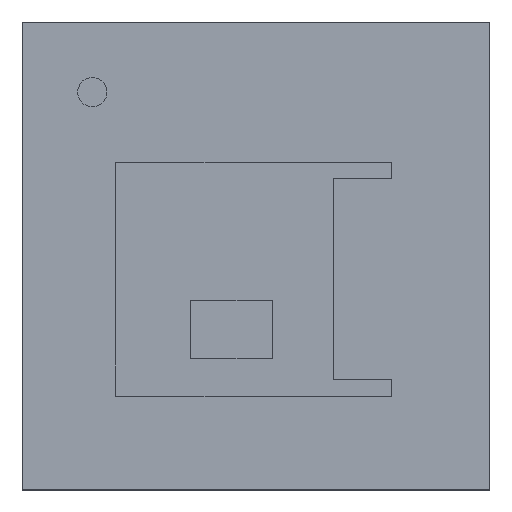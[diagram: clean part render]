
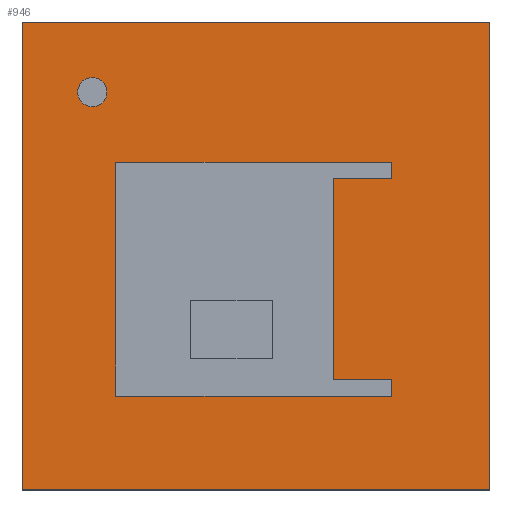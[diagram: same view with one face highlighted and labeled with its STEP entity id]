
A CAD part, top view. The second image highlights one B-rep face of the part: STEP entity #946.
In plain terms, the highlighted planar face has unit normal (0, 0, 1).
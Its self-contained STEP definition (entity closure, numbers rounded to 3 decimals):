
#1 = CIRCLE ( 'NONE', #279, 0.063 ) ;
#11 = VERTEX_POINT ( 'NONE', #2018 ) ;
#18 = DIRECTION ( 'NONE',  ( 0., 0., 1. ) ) ;
#64 = CARTESIAN_POINT ( 'NONE',  ( 0.58, 0.33, 0.9 ) ) ;
#68 = CARTESIAN_POINT ( 'NONE',  ( 0.58, 0.4, 0.9 ) ) ;
#110 = VECTOR ( 'NONE', #1418, 1000. ) ;
#184 = LINE ( 'NONE', #876, #1551 ) ;
#219 = VECTOR ( 'NONE', #361, 1000. ) ;
#226 = ORIENTED_EDGE ( 'NONE', *, *, #1398, .F. ) ;
#229 = VERTEX_POINT ( 'NONE', #938 ) ;
#255 = VERTEX_POINT ( 'NONE', #761 ) ;
#279 = AXIS2_PLACEMENT_3D ( 'NONE', #814, #1971, #826 ) ;
#325 = EDGE_CURVE ( 'NONE', #1710, #2047, #1332, .T. ) ;
#351 = DIRECTION ( 'NONE',  ( 1., 0., 0. ) ) ;
#361 = DIRECTION ( 'NONE',  ( 1., 0., 0. ) ) ;
#365 = CARTESIAN_POINT ( 'NONE',  ( -1., 1., 0.9 ) ) ;
#409 = CARTESIAN_POINT ( 'NONE',  ( 0.58, 0.4, 0.9 ) ) ;
#413 = ORIENTED_EDGE ( 'NONE', *, *, #1111, .F. ) ;
#432 = EDGE_CURVE ( 'NONE', #911, #1534, #1424, .T. ) ;
#451 = CARTESIAN_POINT ( 'NONE',  ( 1., 1., 0.9 ) ) ;
#452 = DIRECTION ( 'NONE',  ( 0., 1., 0. ) ) ;
#469 = LINE ( 'NONE', #837, #2127 ) ;
#487 = CARTESIAN_POINT ( 'NONE',  ( 0.58, -0.6, 0.9 ) ) ;
#538 = CARTESIAN_POINT ( 'NONE',  ( -1., 1., 0.9 ) ) ;
#557 = VERTEX_POINT ( 'NONE', #1620 ) ;
#608 = VECTOR ( 'NONE', #1743, 1000. ) ;
#657 = CARTESIAN_POINT ( 'NONE',  ( 1., -1., 0.9 ) ) ;
#664 = EDGE_CURVE ( 'NONE', #1108, #911, #184, .T. ) ;
#668 = CARTESIAN_POINT ( 'NONE',  ( -0.6, 0.4, 0.9 ) ) ;
#669 = VECTOR ( 'NONE', #1368, 1000. ) ;
#693 = LINE ( 'NONE', #487, #1271 ) ;
#708 = ORIENTED_EDGE ( 'NONE', *, *, #1140, .F. ) ;
#710 = AXIS2_PLACEMENT_3D ( 'NONE', #2145, #1500, #1808 ) ;
#712 = LINE ( 'NONE', #365, #669 ) ;
#761 = CARTESIAN_POINT ( 'NONE',  ( -0.638, 0.7, 0.9 ) ) ;
#765 = CARTESIAN_POINT ( 'NONE',  ( 0.58, -0.53, 0.9 ) ) ;
#780 = DIRECTION ( 'NONE',  ( -1., 0., 0. ) ) ;
#814 = CARTESIAN_POINT ( 'NONE',  ( -0.7, 0.7, 0.9 ) ) ;
#820 = CIRCLE ( 'NONE', #2028, 0.063 ) ;
#826 = DIRECTION ( 'NONE',  ( 1., 0., 0. ) ) ;
#837 = CARTESIAN_POINT ( 'NONE',  ( 0.33, -0.53, 0.9 ) ) ;
#860 = VERTEX_POINT ( 'NONE', #1727 ) ;
#876 = CARTESIAN_POINT ( 'NONE',  ( 0.33, 0.33, 0.9 ) ) ;
#878 = DIRECTION ( 'NONE',  ( 0., 1., 0. ) ) ;
#911 = VERTEX_POINT ( 'NONE', #1083 ) ;
#916 = ORIENTED_EDGE ( 'NONE', *, *, #1508, .F. ) ;
#920 = VERTEX_POINT ( 'NONE', #451 ) ;
#938 = CARTESIAN_POINT ( 'NONE',  ( 0.58, -0.6, 0.9 ) ) ;
#946 = ADVANCED_FACE ( 'NONE', ( #1116, #1781, #1301 ), #952, .T. ) ;
#952 = PLANE ( 'NONE',  #710 ) ;
#970 = CARTESIAN_POINT ( 'NONE',  ( -1., 1., 0.9 ) ) ;
#973 = CARTESIAN_POINT ( 'NONE',  ( -0.7, 0.7, 0.9 ) ) ;
#1028 = EDGE_LOOP ( 'NONE', ( #1043, #1507, #1430, #1512 ) ) ;
#1043 = ORIENTED_EDGE ( 'NONE', *, *, #325, .T. ) ;
#1074 = CARTESIAN_POINT ( 'NONE',  ( -0.6, -0.6, 0.9 ) ) ;
#1083 = CARTESIAN_POINT ( 'NONE',  ( 0.58, 0.33, 0.9 ) ) ;
#1108 = VERTEX_POINT ( 'NONE', #1258 ) ;
#1111 = EDGE_CURVE ( 'NONE', #229, #1802, #693, .T. ) ;
#1116 = FACE_BOUND ( 'NONE', #1661, .T. ) ;
#1140 = EDGE_CURVE ( 'NONE', #860, #11, #2003, .T. ) ;
#1192 = VERTEX_POINT ( 'NONE', #657 ) ;
#1202 = LINE ( 'NONE', #2000, #1797 ) ;
#1213 = VERTEX_POINT ( 'NONE', #1563 ) ;
#1215 = LINE ( 'NONE', #1074, #219 ) ;
#1221 = CARTESIAN_POINT ( 'NONE',  ( 0.58, -0.53, 0.9 ) ) ;
#1222 = EDGE_LOOP ( 'NONE', ( #1707, #1901, #1370, #1736, #1572, #413, #916, #708 ) ) ;
#1256 = LINE ( 'NONE', #68, #1483 ) ;
#1258 = CARTESIAN_POINT ( 'NONE',  ( 0.33, 0.33, 0.9 ) ) ;
#1271 = VECTOR ( 'NONE', #1502, 1000. ) ;
#1282 = EDGE_CURVE ( 'NONE', #2047, #1192, #2117, .T. ) ;
#1294 = CARTESIAN_POINT ( 'NONE',  ( -1., -1., 0.9 ) ) ;
#1301 = FACE_OUTER_BOUND ( 'NONE', #1028, .T. ) ;
#1316 = EDGE_CURVE ( 'NONE', #1213, #255, #1, .T. ) ;
#1332 = LINE ( 'NONE', #970, #1555 ) ;
#1354 = DIRECTION ( 'NONE',  ( 0., -1., 0. ) ) ;
#1368 = DIRECTION ( 'NONE',  ( -1., 0., 0. ) ) ;
#1370 = ORIENTED_EDGE ( 'NONE', *, *, #664, .F. ) ;
#1376 = EDGE_CURVE ( 'NONE', #1534, #860, #1256, .T. ) ;
#1398 = EDGE_CURVE ( 'NONE', #255, #1213, #820, .T. ) ;
#1418 = DIRECTION ( 'NONE',  ( 1., 0., 0. ) ) ;
#1424 = LINE ( 'NONE', #64, #608 ) ;
#1430 = ORIENTED_EDGE ( 'NONE', *, *, #1993, .T. ) ;
#1483 = VECTOR ( 'NONE', #780, 1000. ) ;
#1484 = VECTOR ( 'NONE', #1354, 1000. ) ;
#1500 = DIRECTION ( 'NONE',  ( 0., 0., 1. ) ) ;
#1502 = DIRECTION ( 'NONE',  ( 0., 1., 0. ) ) ;
#1507 = ORIENTED_EDGE ( 'NONE', *, *, #1282, .T. ) ;
#1508 = EDGE_CURVE ( 'NONE', #11, #229, #1215, .T. ) ;
#1512 = ORIENTED_EDGE ( 'NONE', *, *, #2072, .T. ) ;
#1534 = VERTEX_POINT ( 'NONE', #409 ) ;
#1551 = VECTOR ( 'NONE', #351, 1000. ) ;
#1555 = VECTOR ( 'NONE', #1788, 1000. ) ;
#1563 = CARTESIAN_POINT ( 'NONE',  ( -0.763, 0.7, 0.9 ) ) ;
#1572 = ORIENTED_EDGE ( 'NONE', *, *, #1763, .F. ) ;
#1620 = CARTESIAN_POINT ( 'NONE',  ( 0.33, -0.53, 0.9 ) ) ;
#1661 = EDGE_LOOP ( 'NONE', ( #226, #2088 ) ) ;
#1693 = LINE ( 'NONE', #1221, #1980 ) ;
#1707 = ORIENTED_EDGE ( 'NONE', *, *, #1376, .F. ) ;
#1710 = VERTEX_POINT ( 'NONE', #538 ) ;
#1727 = CARTESIAN_POINT ( 'NONE',  ( -0.6, 0.4, 0.9 ) ) ;
#1736 = ORIENTED_EDGE ( 'NONE', *, *, #1917, .F. ) ;
#1743 = DIRECTION ( 'NONE',  ( 0., 1., 0. ) ) ;
#1748 = DIRECTION ( 'NONE',  ( 1., 0., 0. ) ) ;
#1763 = EDGE_CURVE ( 'NONE', #1802, #557, #1693, .T. ) ;
#1781 = FACE_BOUND ( 'NONE', #1222, .T. ) ;
#1788 = DIRECTION ( 'NONE',  ( 0., -1., 0. ) ) ;
#1797 = VECTOR ( 'NONE', #878, 1000. ) ;
#1802 = VERTEX_POINT ( 'NONE', #765 ) ;
#1808 = DIRECTION ( 'NONE',  ( 1., 0., 0. ) ) ;
#1875 = DIRECTION ( 'NONE',  ( -1., 0., 0. ) ) ;
#1901 = ORIENTED_EDGE ( 'NONE', *, *, #432, .F. ) ;
#1917 = EDGE_CURVE ( 'NONE', #557, #1108, #469, .T. ) ;
#1971 = DIRECTION ( 'NONE',  ( 0., 0., 1. ) ) ;
#1980 = VECTOR ( 'NONE', #1875, 1000. ) ;
#1993 = EDGE_CURVE ( 'NONE', #1192, #920, #1202, .T. ) ;
#2000 = CARTESIAN_POINT ( 'NONE',  ( 1., 1., 0.9 ) ) ;
#2003 = LINE ( 'NONE', #668, #1484 ) ;
#2018 = CARTESIAN_POINT ( 'NONE',  ( -0.6, -0.6, 0.9 ) ) ;
#2022 = CARTESIAN_POINT ( 'NONE',  ( -1., -1., 0.9 ) ) ;
#2028 = AXIS2_PLACEMENT_3D ( 'NONE', #973, #18, #1748 ) ;
#2047 = VERTEX_POINT ( 'NONE', #2022 ) ;
#2072 = EDGE_CURVE ( 'NONE', #920, #1710, #712, .T. ) ;
#2088 = ORIENTED_EDGE ( 'NONE', *, *, #1316, .F. ) ;
#2117 = LINE ( 'NONE', #1294, #110 ) ;
#2127 = VECTOR ( 'NONE', #452, 1000. ) ;
#2145 = CARTESIAN_POINT ( 'NONE',  ( 0., 0., 0.9 ) ) ;
